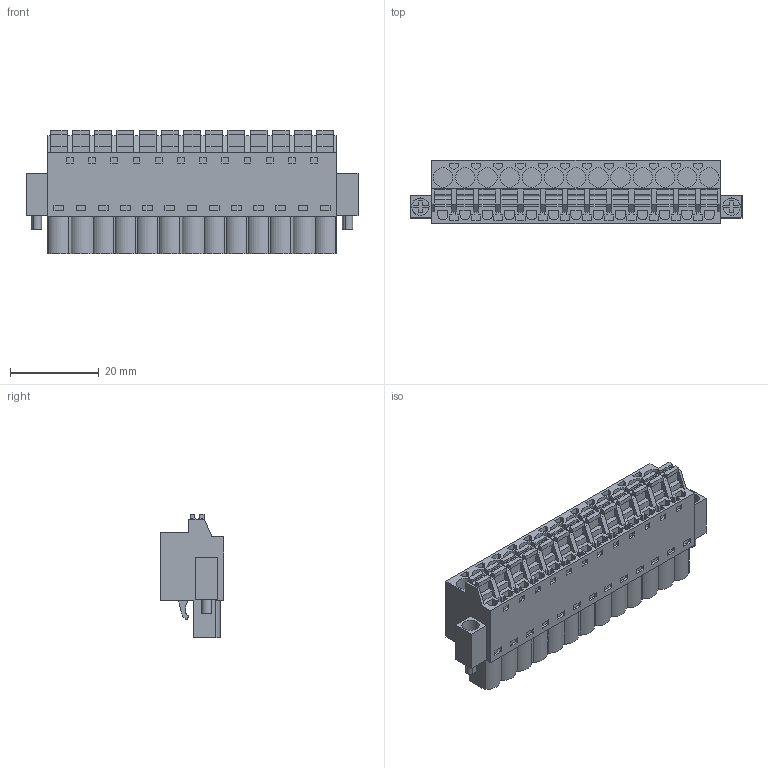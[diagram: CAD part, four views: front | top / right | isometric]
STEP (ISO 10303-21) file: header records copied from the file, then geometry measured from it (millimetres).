
FILE_DESCRIPTION(('CATIA V5 STEP Exchange','CAx-IF Rec.Pracs.--- Model Styling and Organization---1.2---2011-12-15'),'2;1');
FILE_NAME ('D1446717_0_1017360000_1017360000.stp','2017-04-27T10:20:31+00:00',('none'),('Weidmueller'),'CATIA Version 5-6 Release 2014','CATIA V5 STEP AP214','none');
FILE_SCHEMA(('AUTOMOTIVE_DESIGN { 1 0 10303 214 1 1 1 1 }'));
Length unit declared in the file: millimetre
Products named in the file (1): 1017360000
Bounding box: 74.8 x 14.2 x 27.73 mm (x, y, z)
Volume: 16707.9 mm3; surface area: 9384.1 mm2
Topology: 16 solids, 16 shells, 1139 faces, 3296 edges, 2298 vertices
Faces by surface type: plane 1020, cylinder 115, extrusion 4
Entity records: 36547 total; most frequent: CARTESIAN_POINT 6675, ORIENTED_EDGE 6592, DIRECTION 4751, EDGE_CURVE 3296, VECTOR 3029, LINE 3025, VERTEX_POINT 2298, EDGE_LOOP 1276
